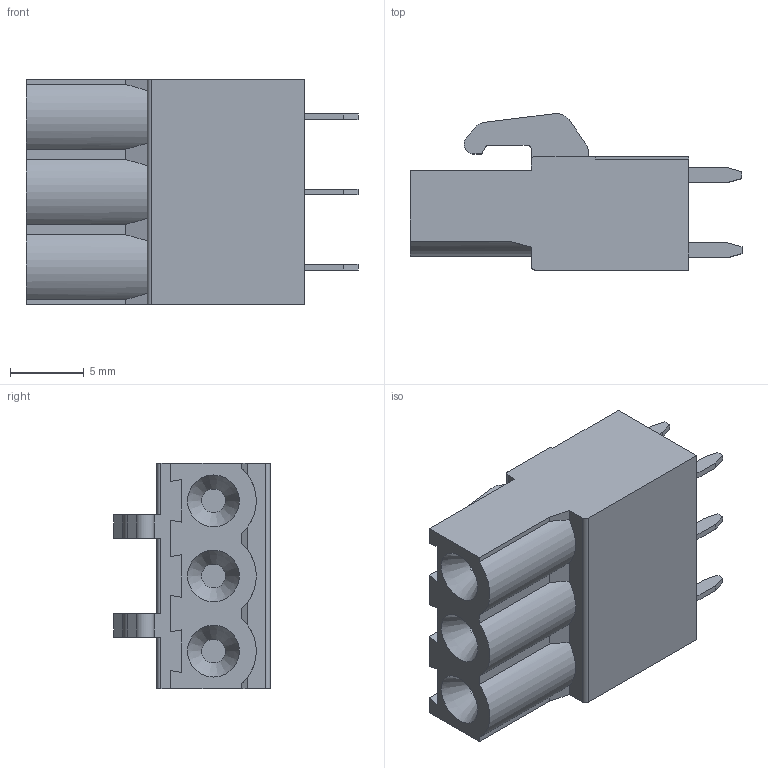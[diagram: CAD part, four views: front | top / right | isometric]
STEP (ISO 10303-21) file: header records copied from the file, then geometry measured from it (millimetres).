
FILE_DESCRIPTION(('STEP AP214'),'1');
FILE_NAME('PF03-5,08-V.stp','2021-05-12T10:55:58',(' '),(' '),'Spatial InterOp 3D',' ',' ');
FILE_SCHEMA(('automotive_design'));
Length unit declared in the file: metre
Products named in the file (1): 1
Bounding box: 22.45 x 10.6 x 15.24 mm (x, y, z)
Volume: 1766.8 mm3; surface area: 1450.2 mm2
Topology: 1 solids, 1 shells, 249 faces, 677 edges, 448 vertices
Faces by surface type: plane 198, cylinder 46, cone 3, extrusion 1, sphere 1
Full cylindrical faces by diameter (mm): 1.6 x3
Entity records: 9712 total; most frequent: CARTESIAN_POINT 1390, ORIENTED_EDGE 1328, DIRECTION 1257, EDGE_CURVE 664, VECTOR 563, LINE 562, VERTEX_POINT 442, AXIS2_PLACEMENT_3D 347
